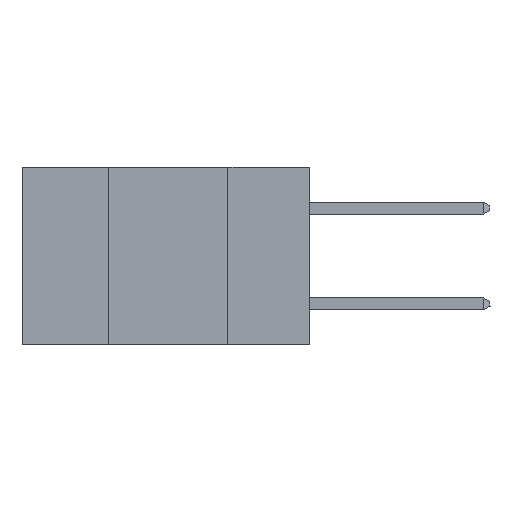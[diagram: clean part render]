
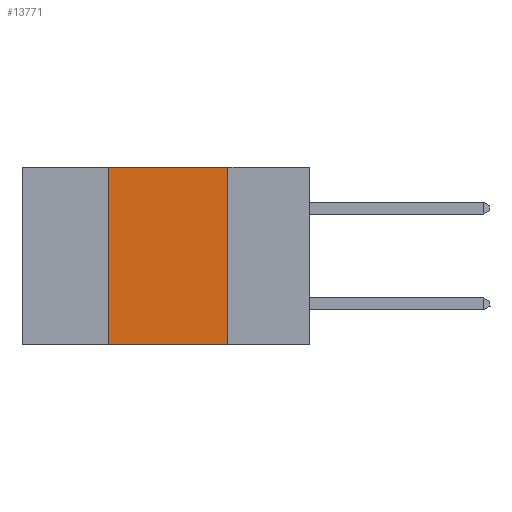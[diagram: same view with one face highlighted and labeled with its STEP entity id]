
A CAD part, left-side view. The second image highlights one B-rep face of the part: STEP entity #13771.
In plain terms, the highlighted planar face has unit normal (-1, 0, 0).
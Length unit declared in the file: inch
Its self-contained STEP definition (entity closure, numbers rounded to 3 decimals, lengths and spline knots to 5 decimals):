
#74 = CARTESIAN_POINT ( 'NONE',  ( 0., 0.42, 0. ) ) ;
#531 = ORIENTED_EDGE ( 'NONE', *, *, #12156, .T. ) ;
#1441 = LINE ( 'NONE', #1756, #16339 ) ;
#1524 = ORIENTED_EDGE ( 'NONE', *, *, #1686, .F. ) ;
#1626 = CARTESIAN_POINT ( 'NONE',  ( 0., 0.17, 0. ) ) ;
#1686 = EDGE_CURVE ( 'NONE', #7760, #5102, #19136, .T. ) ;
#1756 = CARTESIAN_POINT ( 'NONE',  ( 0., 0.6, -0.37 ) ) ;
#2676 = EDGE_LOOP ( 'NONE', ( #17537, #1524, #17682, #531 ) ) ;
#2820 = CARTESIAN_POINT ( 'NONE',  ( 0., 0.42, -0.37 ) ) ;
#3194 = DIRECTION ( 'NONE',  ( 0., 0., 1. ) ) ;
#3596 = VECTOR ( 'NONE', #3194, 39.37008 ) ;
#3620 = VERTEX_POINT ( 'NONE', #16331 ) ;
#4270 = DIRECTION ( 'NONE',  ( 0., 0., -1. ) ) ;
#5102 = VERTEX_POINT ( 'NONE', #1626 ) ;
#5781 = VECTOR ( 'NONE', #4270, 39.37008 ) ;
#5877 = CARTESIAN_POINT ( 'NONE',  ( 0., 0.17, 0. ) ) ;
#6698 = DIRECTION ( 'NONE',  ( 0., -1., 0. ) ) ;
#7577 = LINE ( 'NONE', #5877, #5781 ) ;
#7580 = VECTOR ( 'NONE', #20419, 39.37008 ) ;
#7760 = VERTEX_POINT ( 'NONE', #18782 ) ;
#7776 = DIRECTION ( 'NONE',  ( 0., 0., -1. ) ) ;
#9788 = PLANE ( 'NONE',  #19111 ) ;
#10001 = CARTESIAN_POINT ( 'NONE',  ( 0., 0.6, 0. ) ) ;
#10426 = EDGE_CURVE ( 'NONE', #14061, #7760, #11118, .T. ) ;
#11118 = LINE ( 'NONE', #74, #3596 ) ;
#12156 = EDGE_CURVE ( 'NONE', #14061, #3620, #1441, .T. ) ;
#13342 = DIRECTION ( 'NONE',  ( 1., 0., 0. ) ) ;
#13771 = ADVANCED_FACE ( 'NONE', ( #19172 ), #9788, .F. ) ;
#14061 = VERTEX_POINT ( 'NONE', #2820 ) ;
#16294 = EDGE_CURVE ( 'NONE', #5102, #3620, #7577, .T. ) ;
#16331 = CARTESIAN_POINT ( 'NONE',  ( 0., 0.17, -0.37 ) ) ;
#16339 = VECTOR ( 'NONE', #6698, 39.37008 ) ;
#17537 = ORIENTED_EDGE ( 'NONE', *, *, #16294, .F. ) ;
#17682 = ORIENTED_EDGE ( 'NONE', *, *, #10426, .F. ) ;
#18782 = CARTESIAN_POINT ( 'NONE',  ( 0., 0.42, 0. ) ) ;
#18921 = CARTESIAN_POINT ( 'NONE',  ( 0., 0.6, 0. ) ) ;
#19111 = AXIS2_PLACEMENT_3D ( 'NONE', #10001, #13342, #7776 ) ;
#19136 = LINE ( 'NONE', #18921, #7580 ) ;
#19172 = FACE_OUTER_BOUND ( 'NONE', #2676, .T. ) ;
#20419 = DIRECTION ( 'NONE',  ( 0., -1., 0. ) ) ;
